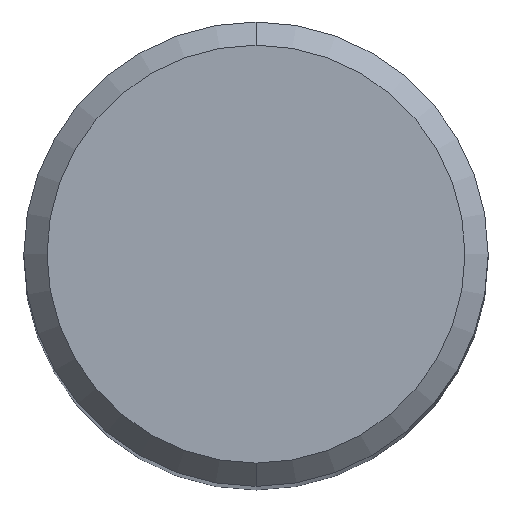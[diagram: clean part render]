
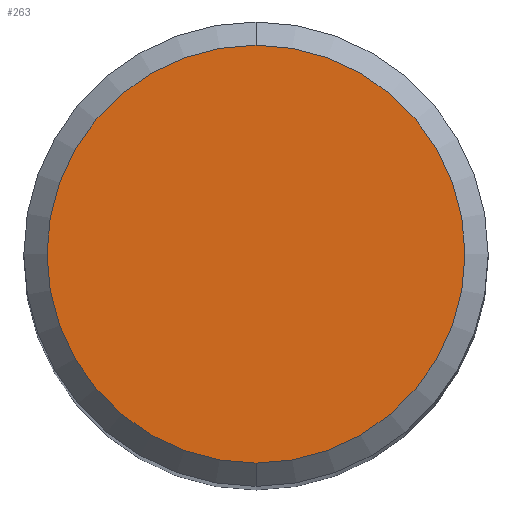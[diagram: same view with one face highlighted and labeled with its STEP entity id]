
A CAD part, top view. The second image highlights one B-rep face of the part: STEP entity #263.
In plain terms, the highlighted planar face has unit normal (0, 0, 1).
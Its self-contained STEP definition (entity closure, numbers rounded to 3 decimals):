
#193=VERTEX_POINT('',#502);
#237=EDGE_CURVE('',#193,#309,#549,.T.);
#263=ADVANCED_FACE('',(#578),#579,.T.);
#309=VERTEX_POINT('',#631);
#345=EDGE_CURVE('',#309,#193,#670,.T.);
#502=CARTESIAN_POINT('',(0.0,3.6,0.0));
#549=CIRCLE('',#932,3.6);
#578=FACE_OUTER_BOUND('',#981,.T.);
#579=PLANE('',#982);
#631=CARTESIAN_POINT('',(0.,-3.6,0.0));
#670=CIRCLE('',#1205,3.6);
#932=AXIS2_PLACEMENT_3D('',#1525,#1526,#1527);
#981=EDGE_LOOP('',(#1559,#1560));
#982=AXIS2_PLACEMENT_3D('',#1561,#1562,#1563);
#1205=AXIS2_PLACEMENT_3D('',#1667,#1668,#1669);
#1525=CARTESIAN_POINT('',(0.0,0.0,0.0));
#1526=DIRECTION('',(0.0,0.0,-1.0));
#1527=DIRECTION('',(0.0,1.0,0.0));
#1559=ORIENTED_EDGE('',*,*,#237,.F.);
#1560=ORIENTED_EDGE('',*,*,#345,.F.);
#1561=CARTESIAN_POINT('',(0.0,1.8,0.0));
#1562=DIRECTION('',(-0.0,0.0,1.0));
#1563=DIRECTION('',(0.0,-1.0,0.0));
#1667=CARTESIAN_POINT('',(0.0,0.0,0.0));
#1668=DIRECTION('',(0.0,0.0,-1.0));
#1669=DIRECTION('',(0.0,1.0,0.0));
